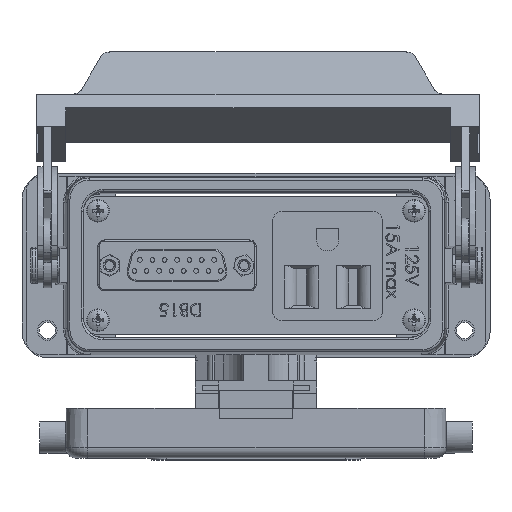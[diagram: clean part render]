
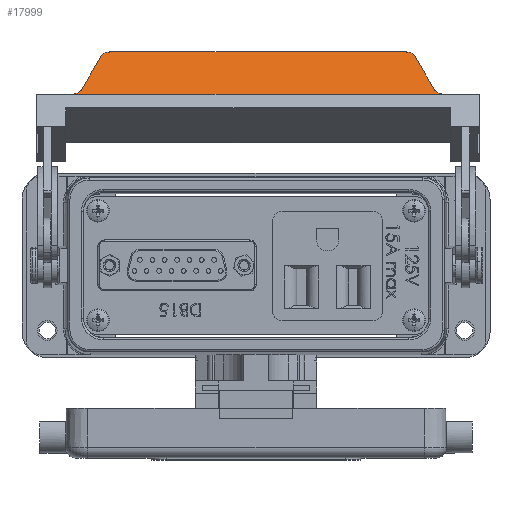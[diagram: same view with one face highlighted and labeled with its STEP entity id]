
A CAD part, top view. The second image highlights one B-rep face of the part: STEP entity #17999.
In plain terms, the highlighted planar face has unit normal (0, 0.372, 0.928).
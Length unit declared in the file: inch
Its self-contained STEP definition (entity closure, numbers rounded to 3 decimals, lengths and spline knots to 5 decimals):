
#2601 = ORIENTED_EDGE ( 'NONE', *, *, #23677, .T. ) ;
#2947 = VERTEX_POINT ( 'NONE', #55215 ) ;
#3408 = VERTEX_POINT ( 'NONE', #30607 ) ;
#5906 = CARTESIAN_POINT ( 'NONE',  ( 1.46, 2.07552, 0.6362 ) ) ;
#6098 = DIRECTION ( 'NONE',  ( 1., 0., 0. ) ) ;
#6472 = CARTESIAN_POINT ( 'NONE',  ( -1.78, 1.66555, 0.80037 ) ) ;
#7214 = ORIENTED_EDGE ( 'NONE', *, *, #62032, .T. ) ;
#7894 = CARTESIAN_POINT ( 'NONE',  ( 0.85031, 3.1959, 0.18754 ) ) ;
#9336 = LINE ( 'NONE', #7894, #52829 ) ;
#12025 = DIRECTION ( 'NONE',  ( -0.484, -0.812, 0.325 ) ) ;
#13297 = DIRECTION ( 'NONE',  ( 0., -0.372, -0.928 ) ) ;
#14522 = CARTESIAN_POINT ( 'NONE',  ( 1.5467, 2.02713, 0.65558 ) ) ;
#14807 = EDGE_CURVE ( 'NONE', #69344, #22281, #22426, .T. ) ;
#15636 = CARTESIAN_POINT ( 'NONE',  ( -1.78, 1.66555, 0.80037 ) ) ;
#15798 = CARTESIAN_POINT ( 'NONE',  ( 1.7333, 1.71395, 0.78099 ) ) ;
#16521 = CARTESIAN_POINT ( 'NONE',  ( 1.82, 1.66555, 0.80037 ) ) ;
#17118 = VECTOR ( 'NONE', #58910, 39.37008 ) ;
#17734 = CARTESIAN_POINT ( 'NONE',  ( -1.71158, 1.68327, 0.79327 ) ) ;
#17999 = ADVANCED_FACE ( 'NONE', ( #29639 ), #67164, .F. ) ;
#19273 = AXIS2_PLACEMENT_3D ( 'NONE', #51198, #13297, #34213 ) ;
#22281 = VERTEX_POINT ( 'NONE', #59609 ) ;
#22426 =( BOUNDED_CURVE ( )  B_SPLINE_CURVE ( 3, ( #30643, #68818, #64048, #14522 ),
 .UNSPECIFIED., .F., .F. ) 
 B_SPLINE_CURVE_WITH_KNOTS ( ( 4, 4 ),
 ( 3.14159, 4.19074 ),
 .UNSPECIFIED. ) 
 CURVE ( )  GEOMETRIC_REPRESENTATION_ITEM ( )  RATIONAL_B_SPLINE_CURVE ( ( 1., 0.91, 0.91, 1. ) ) 
 REPRESENTATION_ITEM ( '' )  );
#22948 = CARTESIAN_POINT ( 'NONE',  ( -1.6933, 1.71395, 0.78099 ) ) ;
#23280 = CARTESIAN_POINT ( 'NONE',  ( 1.82, 1.66555, 0.80037 ) ) ;
#23663 = LINE ( 'NONE', #45071, #65454 ) ;
#23677 = EDGE_CURVE ( 'NONE', #38538, #38970, #57493, .T. ) ;
#24069 =( BOUNDED_CURVE ( )  B_SPLINE_CURVE ( 3, ( #22948, #17734, #61131, #6472 ),
 .UNSPECIFIED., .F., .F. ) 
 B_SPLINE_CURVE_WITH_KNOTS ( ( 4, 4 ),
 ( 5.23404, 6.28319 ),
 .UNSPECIFIED. ) 
 CURVE ( )  GEOMETRIC_REPRESENTATION_ITEM ( )  RATIONAL_B_SPLINE_CURVE ( ( 1., 0.91, 0.91, 1. ) ) 
 REPRESENTATION_ITEM ( '' )  );
#25587 = EDGE_CURVE ( 'NONE', #22281, #2947, #9336, .T. ) ;
#26469 = ORIENTED_EDGE ( 'NONE', *, *, #37511, .F. ) ;
#27489 = ORIENTED_EDGE ( 'NONE', *, *, #14807, .F. ) ;
#28640 = ORIENTED_EDGE ( 'NONE', *, *, #34807, .T. ) ;
#28671 = CARTESIAN_POINT ( 'NONE',  ( -1.42, 2.07552, 0.6362 ) ) ;
#29639 = FACE_OUTER_BOUND ( 'NONE', #61286, .T. ) ;
#30607 = CARTESIAN_POINT ( 'NONE',  ( -1.5067, 2.02713, 0.65558 ) ) ;
#30643 = CARTESIAN_POINT ( 'NONE',  ( 1.46, 2.07552, 0.6362 ) ) ;
#31708 = CARTESIAN_POINT ( 'NONE',  ( -1.6933, 1.71395, 0.78099 ) ) ;
#34213 = DIRECTION ( 'NONE',  ( 0., 0.928, -0.372 ) ) ;
#34807 = EDGE_CURVE ( 'NONE', #3408, #50136, #23663, .T. ) ;
#37511 = EDGE_CURVE ( 'NONE', #2947, #38970, #69335, .T. ) ;
#38538 = VERTEX_POINT ( 'NONE', #15636 ) ;
#38792 = ORIENTED_EDGE ( 'NONE', *, *, #25587, .F. ) ;
#38970 = VERTEX_POINT ( 'NONE', #23280 ) ;
#39653 = CARTESIAN_POINT ( 'NONE',  ( -1.45668, 2.07552, 0.6362 ) ) ;
#43360 = CARTESIAN_POINT ( 'NONE',  ( 1.78332, 1.66555, 0.80037 ) ) ;
#43628 = CARTESIAN_POINT ( 'NONE',  ( -2.13, 2.07552, 0.6362 ) ) ;
#43764 = VECTOR ( 'NONE', #6098, 39.37008 ) ;
#43890 = ORIENTED_EDGE ( 'NONE', *, *, #47173, .T. ) ;
#45071 = CARTESIAN_POINT ( 'NONE',  ( -1.81769, 1.50519, 0.86459 ) ) ;
#46253 = DIRECTION ( 'NONE',  ( 0.484, -0.812, 0.325 ) ) ;
#46805 = CARTESIAN_POINT ( 'NONE',  ( -1.48842, 2.0578, 0.64329 ) ) ;
#47173 = EDGE_CURVE ( 'NONE', #50136, #38538, #24069, .T. ) ;
#47720 = VERTEX_POINT ( 'NONE', #28671 ) ;
#48418 =( BOUNDED_CURVE ( )  B_SPLINE_CURVE ( 3, ( #67815, #39653, #46805, #63014 ),
 .UNSPECIFIED., .F., .F. ) 
 B_SPLINE_CURVE_WITH_KNOTS ( ( 4, 4 ),
 ( 3.14159, 4.19074 ),
 .UNSPECIFIED. ) 
 CURVE ( )  GEOMETRIC_REPRESENTATION_ITEM ( )  RATIONAL_B_SPLINE_CURVE ( ( 1., 0.91, 0.91, 1. ) ) 
 REPRESENTATION_ITEM ( '' )  );
#49999 = EDGE_CURVE ( 'NONE', #69344, #47720, #60607, .T. ) ;
#50136 = VERTEX_POINT ( 'NONE', #31708 ) ;
#51198 = CARTESIAN_POINT ( 'NONE',  ( -2.13, 1.66555, 0.80037 ) ) ;
#52829 = VECTOR ( 'NONE', #46253, 39.37008 ) ;
#55006 = CARTESIAN_POINT ( 'NONE',  ( -2.13, 1.66555, 0.80037 ) ) ;
#55215 = CARTESIAN_POINT ( 'NONE',  ( 1.7333, 1.71395, 0.78099 ) ) ;
#57493 = LINE ( 'NONE', #55006, #43764 ) ;
#58910 = DIRECTION ( 'NONE',  ( -1., 0., 0. ) ) ;
#59609 = CARTESIAN_POINT ( 'NONE',  ( 1.5467, 2.02713, 0.65558 ) ) ;
#60607 = LINE ( 'NONE', #43628, #17118 ) ;
#61131 = CARTESIAN_POINT ( 'NONE',  ( -1.74332, 1.66555, 0.80037 ) ) ;
#61286 = EDGE_LOOP ( 'NONE', ( #27489, #65599, #7214, #28640, #43890, #2601, #26469, #38792 ) ) ;
#62032 = EDGE_CURVE ( 'NONE', #47720, #3408, #48418, .T. ) ;
#63014 = CARTESIAN_POINT ( 'NONE',  ( -1.5067, 2.02713, 0.65558 ) ) ;
#64048 = CARTESIAN_POINT ( 'NONE',  ( 1.52842, 2.0578, 0.64329 ) ) ;
#65454 = VECTOR ( 'NONE', #12025, 39.37008 ) ;
#65599 = ORIENTED_EDGE ( 'NONE', *, *, #49999, .T. ) ;
#67164 = PLANE ( 'NONE',  #19273 ) ;
#67815 = CARTESIAN_POINT ( 'NONE',  ( -1.42, 2.07552, 0.6362 ) ) ;
#68818 = CARTESIAN_POINT ( 'NONE',  ( 1.49668, 2.07552, 0.6362 ) ) ;
#69335 =( BOUNDED_CURVE ( )  B_SPLINE_CURVE ( 3, ( #15798, #70791, #43360, #16521 ),
 .UNSPECIFIED., .F., .F. ) 
 B_SPLINE_CURVE_WITH_KNOTS ( ( 4, 4 ),
 ( 5.23404, 6.28319 ),
 .UNSPECIFIED. ) 
 CURVE ( )  GEOMETRIC_REPRESENTATION_ITEM ( )  RATIONAL_B_SPLINE_CURVE ( ( 1., 0.91, 0.91, 1. ) ) 
 REPRESENTATION_ITEM ( '' )  );
#69344 = VERTEX_POINT ( 'NONE', #5906 ) ;
#70791 = CARTESIAN_POINT ( 'NONE',  ( 1.75158, 1.68327, 0.79327 ) ) ;
